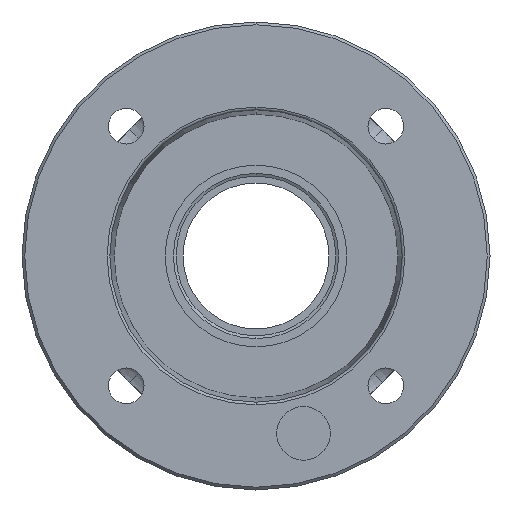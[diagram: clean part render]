
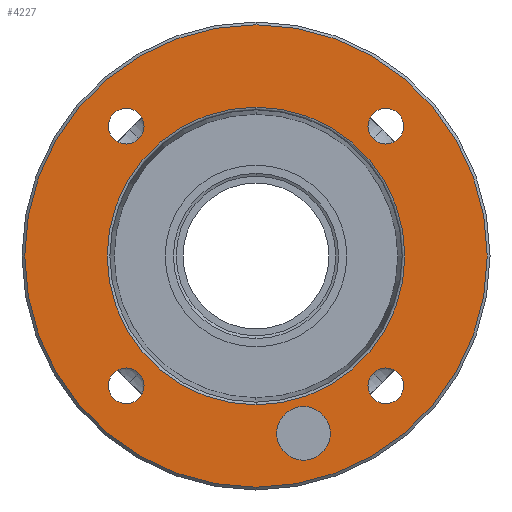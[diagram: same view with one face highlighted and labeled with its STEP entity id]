
A CAD part, left-side view. The second image highlights one B-rep face of the part: STEP entity #4227.
In plain terms, the highlighted planar face has unit normal (-1, 0, 0).
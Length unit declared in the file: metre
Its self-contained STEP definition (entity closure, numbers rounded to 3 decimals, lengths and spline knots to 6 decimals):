
#1737 = DIRECTION ( 'NONE',  ( 0., 0., -1. ) ) ;
#1738 = DIRECTION ( 'NONE',  ( 1., 0., 0. ) ) ;
#1739 = CARTESIAN_POINT ( 'NONE',  ( 0., -0.047164, -0.047164 ) ) ;
#1773 = AXIS2_PLACEMENT_3D ( 'NONE', #1739, #1738, #1737 ) ;
#1774 = CIRCLE ( 'NONE', #1773, 0.0065 ) ;
#3712 = VERTEX_POINT ( 'NONE', #6130 ) ;
#3713 = VERTEX_POINT ( 'NONE', #6129 ) ;
#3758 = EDGE_CURVE ( 'NONE', #3712, #3713, #6227, .T. ) ;
#3767 = EDGE_CURVE ( 'NONE', #3768, #3769, #6180, .T. ) ;
#3768 = VERTEX_POINT ( 'NONE', #6175 ) ;
#3769 = VERTEX_POINT ( 'NONE', #6174 ) ;
#3776 = VERTEX_POINT ( 'NONE', #6214 ) ;
#3778 = EDGE_CURVE ( 'NONE', #3779, #3780, #6213, .T. ) ;
#3779 = VERTEX_POINT ( 'NONE', #6208 ) ;
#3780 = VERTEX_POINT ( 'NONE', #6207 ) ;
#3982 = VERTEX_POINT ( 'NONE', #6654 ) ;
#3984 = EDGE_CURVE ( 'NONE', #3982, #4051, #6647, .T. ) ;
#3992 = EDGE_CURVE ( 'NONE', #3993, #3994, #6700, .T. ) ;
#3993 = VERTEX_POINT ( 'NONE', #6690 ) ;
#3994 = VERTEX_POINT ( 'NONE', #6689 ) ;
#4005 = EDGE_CURVE ( 'NONE', #4012, #3776, #6991, .T. ) ;
#4012 = VERTEX_POINT ( 'NONE', #6967 ) ;
#4021 = EDGE_CURVE ( 'NONE', #4022, #4023, #6835, .T. ) ;
#4022 = VERTEX_POINT ( 'NONE', #6928 ) ;
#4023 = VERTEX_POINT ( 'NONE', #6927 ) ;
#4051 = VERTEX_POINT ( 'NONE', #6818 ) ;
#4113 = ORIENTED_EDGE ( 'NONE', *, *, #3778, .T. ) ;
#4114 = EDGE_LOOP ( 'NONE', ( #4115, #4117 ) ) ;
#4115 = ORIENTED_EDGE ( 'NONE', *, *, #4116, .T. ) ;
#4116 = EDGE_CURVE ( 'NONE', #3769, #3768, #6944, .T. ) ;
#4117 = ORIENTED_EDGE ( 'NONE', *, *, #3767, .T. ) ;
#4191 = EDGE_LOOP ( 'NONE', ( #4192, #4194 ) ) ;
#4192 = ORIENTED_EDGE ( 'NONE', *, *, #4193, .T. ) ;
#4193 = EDGE_CURVE ( 'NONE', #3994, #3993, #7072, .T. ) ;
#4194 = ORIENTED_EDGE ( 'NONE', *, *, #3992, .T. ) ;
#4195 = EDGE_LOOP ( 'NONE', ( #4196, #4198 ) ) ;
#4196 = ORIENTED_EDGE ( 'NONE', *, *, #4197, .T. ) ;
#4197 = EDGE_CURVE ( 'NONE', #3713, #3712, #7063, .T. ) ;
#4198 = ORIENTED_EDGE ( 'NONE', *, *, #3758, .T. ) ;
#4227 = ADVANCED_FACE ( 'NONE', ( #7022, #7021, #7020, #7049, #7048, #7047, #7046 ), #7019, .F. ) ;
#4228 = EDGE_LOOP ( 'NONE', ( #4229, #4231 ) ) ;
#4229 = ORIENTED_EDGE ( 'NONE', *, *, #4230, .F. ) ;
#4230 = EDGE_CURVE ( 'NONE', #4051, #3982, #7105, .T. ) ;
#4231 = ORIENTED_EDGE ( 'NONE', *, *, #3984, .F. ) ;
#4232 = EDGE_LOOP ( 'NONE', ( #4233, #4234 ) ) ;
#4233 = ORIENTED_EDGE ( 'NONE', *, *, #4005, .T. ) ;
#4234 = ORIENTED_EDGE ( 'NONE', *, *, #4235, .T. ) ;
#4235 = EDGE_CURVE ( 'NONE', #3776, #4012, #7101, .T. ) ;
#4236 = EDGE_LOOP ( 'NONE', ( #4237, #4113 ) ) ;
#4237 = ORIENTED_EDGE ( 'NONE', *, *, #4238, .T. ) ;
#4238 = EDGE_CURVE ( 'NONE', #3780, #3779, #7096, .T. ) ;
#4350 = EDGE_LOOP ( 'NONE', ( #4351, #4353 ) ) ;
#4351 = ORIENTED_EDGE ( 'NONE', *, *, #4352, .T. ) ;
#4352 = EDGE_CURVE ( 'NONE', #4023, #4022, #1774, .T. ) ;
#4353 = ORIENTED_EDGE ( 'NONE', *, *, #4021, .T. ) ;
#6129 = CARTESIAN_POINT ( 'NONE',  ( 0., 0.047164, -0.053664 ) ) ;
#6130 = CARTESIAN_POINT ( 'NONE',  ( 0., 0.047164, -0.040664 ) ) ;
#6139 = CARTESIAN_POINT ( 'NONE',  ( 0., 0.047164, -0.047164 ) ) ;
#6174 = CARTESIAN_POINT ( 'NONE',  ( 0., -0.047164, 0.040664 ) ) ;
#6175 = CARTESIAN_POINT ( 'NONE',  ( 0., -0.047164, 0.053664 ) ) ;
#6176 = DIRECTION ( 'NONE',  ( 0., 0., -1. ) ) ;
#6177 = DIRECTION ( 'NONE',  ( 1., 0., 0. ) ) ;
#6178 = CARTESIAN_POINT ( 'NONE',  ( 0., -0.047164, 0.047164 ) ) ;
#6179 = AXIS2_PLACEMENT_3D ( 'NONE', #6178, #6177, #6176 ) ;
#6180 = CIRCLE ( 'NONE', #6179, 0.0065 ) ;
#6207 = CARTESIAN_POINT ( 'NONE',  ( 0., 0., -0.084 ) ) ;
#6208 = CARTESIAN_POINT ( 'NONE',  ( 0., 0., 0.084 ) ) ;
#6209 = DIRECTION ( 'NONE',  ( 0., 0., -1. ) ) ;
#6210 = DIRECTION ( 'NONE',  ( -1., 0., 0. ) ) ;
#6211 = CARTESIAN_POINT ( 'NONE',  ( 0., 0., 0. ) ) ;
#6212 = AXIS2_PLACEMENT_3D ( 'NONE', #6211, #6210, #6209 ) ;
#6213 = CIRCLE ( 'NONE', #6212, 0.084 ) ;
#6214 = CARTESIAN_POINT ( 'NONE',  ( 0., 0., 0.05407 ) ) ;
#6224 = DIRECTION ( 'NONE',  ( 0., 0., -1. ) ) ;
#6225 = DIRECTION ( 'NONE',  ( 1., 0., 0. ) ) ;
#6226 = AXIS2_PLACEMENT_3D ( 'NONE', #6139, #6225, #6224 ) ;
#6227 = CIRCLE ( 'NONE', #6226, 0.0065 ) ;
#6645 = CARTESIAN_POINT ( 'NONE',  ( 0., -0.017263, -0.064427 ) ) ;
#6646 = AXIS2_PLACEMENT_3D ( 'NONE', #6645, #6707, #6706 ) ;
#6647 = CIRCLE ( 'NONE', #6646, 0.00975 ) ;
#6654 = CARTESIAN_POINT ( 'NONE',  ( 0., -0.017263, -0.074177 ) ) ;
#6689 = CARTESIAN_POINT ( 'NONE',  ( 0., 0.047164, 0.040664 ) ) ;
#6690 = CARTESIAN_POINT ( 'NONE',  ( 0., 0.047164, 0.053664 ) ) ;
#6691 = DIRECTION ( 'NONE',  ( 0., 0., -1. ) ) ;
#6692 = DIRECTION ( 'NONE',  ( 1., 0., 0. ) ) ;
#6693 = CARTESIAN_POINT ( 'NONE',  ( 0., 0.047164, 0.047164 ) ) ;
#6694 = AXIS2_PLACEMENT_3D ( 'NONE', #6693, #6692, #6691 ) ;
#6700 = CIRCLE ( 'NONE', #6694, 0.0065 ) ;
#6706 = DIRECTION ( 'NONE',  ( 0., 0., 1. ) ) ;
#6707 = DIRECTION ( 'NONE',  ( -1., 0., 0. ) ) ;
#6818 = CARTESIAN_POINT ( 'NONE',  ( 0., -0.017263, -0.054677 ) ) ;
#6834 = CARTESIAN_POINT ( 'NONE',  ( 0., -0.047164, -0.047164 ) ) ;
#6835 = CIRCLE ( 'NONE', #6931, 0.0065 ) ;
#6927 = CARTESIAN_POINT ( 'NONE',  ( 0., -0.047164, -0.053664 ) ) ;
#6928 = CARTESIAN_POINT ( 'NONE',  ( 0., -0.047164, -0.040664 ) ) ;
#6929 = DIRECTION ( 'NONE',  ( 0., 0., -1. ) ) ;
#6930 = DIRECTION ( 'NONE',  ( 1., 0., 0. ) ) ;
#6931 = AXIS2_PLACEMENT_3D ( 'NONE', #6834, #6930, #6929 ) ;
#6940 = DIRECTION ( 'NONE',  ( 0., 0., -1. ) ) ;
#6941 = DIRECTION ( 'NONE',  ( 1., 0., 0. ) ) ;
#6942 = CARTESIAN_POINT ( 'NONE',  ( 0., -0.047164, 0.047164 ) ) ;
#6943 = AXIS2_PLACEMENT_3D ( 'NONE', #6942, #6941, #6940 ) ;
#6944 = CIRCLE ( 'NONE', #6943, 0.0065 ) ;
#6967 = CARTESIAN_POINT ( 'NONE',  ( 0., 0., -0.05407 ) ) ;
#6988 = DIRECTION ( 'NONE',  ( 0., 0., -1. ) ) ;
#6989 = DIRECTION ( 'NONE',  ( 1., 0., 0. ) ) ;
#6990 = AXIS2_PLACEMENT_3D ( 'NONE', #6992, #6989, #6988 ) ;
#6991 = CIRCLE ( 'NONE', #6990, 0.05407 ) ;
#6992 = CARTESIAN_POINT ( 'NONE',  ( 0., 0., 0. ) ) ;
#7019 = PLANE ( 'NONE',  #7045 ) ;
#7020 = FACE_OUTER_BOUND ( 'NONE', #4236, .T. ) ;
#7021 = FACE_BOUND ( 'NONE', #4232, .T. ) ;
#7022 = FACE_BOUND ( 'NONE', #4228, .T. ) ;
#7041 = DIRECTION ( 'NONE',  ( 0., 0., -1. ) ) ;
#7042 = DIRECTION ( 'NONE',  ( 1., 0., 0. ) ) ;
#7043 = CARTESIAN_POINT ( 'NONE',  ( 0., 0.085, 0. ) ) ;
#7044 = CARTESIAN_POINT ( 'NONE',  ( 0., -0.017263, -0.064427 ) ) ;
#7045 = AXIS2_PLACEMENT_3D ( 'NONE', #7043, #7042, #7041 ) ;
#7046 = FACE_BOUND ( 'NONE', #4350, .T. ) ;
#7047 = FACE_BOUND ( 'NONE', #4195, .T. ) ;
#7048 = FACE_BOUND ( 'NONE', #4191, .T. ) ;
#7049 = FACE_BOUND ( 'NONE', #4114, .T. ) ;
#7059 = DIRECTION ( 'NONE',  ( 0., 0., -1. ) ) ;
#7060 = DIRECTION ( 'NONE',  ( 1., 0., 0. ) ) ;
#7061 = CARTESIAN_POINT ( 'NONE',  ( 0., 0.047164, -0.047164 ) ) ;
#7062 = AXIS2_PLACEMENT_3D ( 'NONE', #7061, #7060, #7059 ) ;
#7063 = CIRCLE ( 'NONE', #7062, 0.0065 ) ;
#7064 = DIRECTION ( 'NONE',  ( 0., 0., -1. ) ) ;
#7065 = DIRECTION ( 'NONE',  ( 1., 0., 0. ) ) ;
#7066 = CARTESIAN_POINT ( 'NONE',  ( 0., 0.047164, 0.047164 ) ) ;
#7067 = AXIS2_PLACEMENT_3D ( 'NONE', #7066, #7065, #7064 ) ;
#7072 = CIRCLE ( 'NONE', #7067, 0.0065 ) ;
#7092 = DIRECTION ( 'NONE',  ( 0., 0., -1. ) ) ;
#7093 = DIRECTION ( 'NONE',  ( -1., 0., 0. ) ) ;
#7094 = CARTESIAN_POINT ( 'NONE',  ( 0., 0., 0. ) ) ;
#7095 = AXIS2_PLACEMENT_3D ( 'NONE', #7094, #7093, #7092 ) ;
#7096 = CIRCLE ( 'NONE', #7095, 0.084 ) ;
#7097 = DIRECTION ( 'NONE',  ( 0., 0., -1. ) ) ;
#7098 = DIRECTION ( 'NONE',  ( 1., 0., 0. ) ) ;
#7099 = CARTESIAN_POINT ( 'NONE',  ( 0., 0., 0. ) ) ;
#7100 = AXIS2_PLACEMENT_3D ( 'NONE', #7099, #7098, #7097 ) ;
#7101 = CIRCLE ( 'NONE', #7100, 0.05407 ) ;
#7102 = DIRECTION ( 'NONE',  ( 0., 0., 1. ) ) ;
#7103 = DIRECTION ( 'NONE',  ( -1., 0., 0. ) ) ;
#7104 = AXIS2_PLACEMENT_3D ( 'NONE', #7044, #7103, #7102 ) ;
#7105 = CIRCLE ( 'NONE', #7104, 0.00975 ) ;
